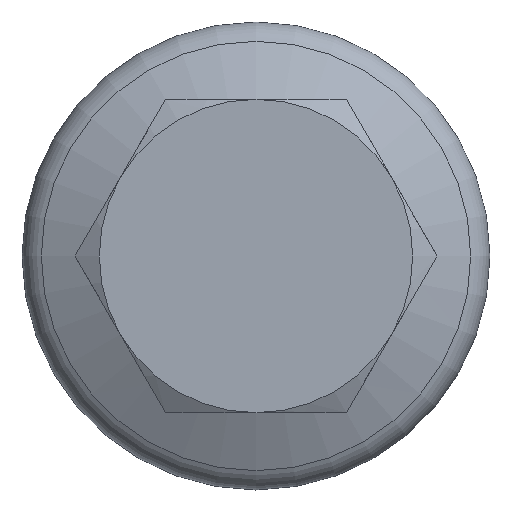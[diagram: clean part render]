
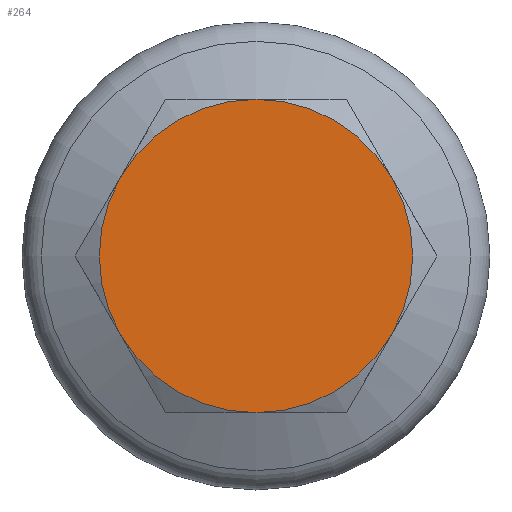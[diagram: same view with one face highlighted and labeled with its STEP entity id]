
A CAD part, left-side view. The second image highlights one B-rep face of the part: STEP entity #264.
In plain terms, the highlighted planar face has unit normal (-1, 0, 0).
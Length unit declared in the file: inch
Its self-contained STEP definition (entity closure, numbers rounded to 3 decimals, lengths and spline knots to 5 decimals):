
#51=PLANE($,#295);
#75=FACE_OUTER_BOUND($,#95,.T.);
#95=EDGE_LOOP($,(#224,#225,#226,#227,#228,#229));
#105=CIRCLE($,#278,0.1875);
#106=CIRCLE($,#280,0.1875);
#107=CIRCLE($,#282,0.1875);
#108=CIRCLE($,#284,0.1875);
#109=CIRCLE($,#286,0.1875);
#110=CIRCLE($,#288,0.1875);
#117=VERTEX_POINT($,#381);
#118=VERTEX_POINT($,#385);
#119=VERTEX_POINT($,#391);
#121=VERTEX_POINT($,#401);
#124=VERTEX_POINT($,#412);
#125=VERTEX_POINT($,#421);
#141=EDGE_CURVE($,#117,#118,#105,.T.);
#143=EDGE_CURVE($,#118,#119,#106,.T.);
#146=EDGE_CURVE($,#119,#121,#107,.T.);
#150=EDGE_CURVE($,#124,#117,#108,.T.);
#152=EDGE_CURVE($,#121,#125,#109,.T.);
#155=EDGE_CURVE($,#125,#124,#110,.T.);
#224=ORIENTED_EDGE($,*,*,#143,.T.);
#225=ORIENTED_EDGE($,*,*,#146,.T.);
#226=ORIENTED_EDGE($,*,*,#152,.T.);
#227=ORIENTED_EDGE($,*,*,#155,.T.);
#228=ORIENTED_EDGE($,*,*,#150,.T.);
#229=ORIENTED_EDGE($,*,*,#141,.T.);
#264=ADVANCED_FACE($,(#75),#51,.F.);
#278=AXIS2_PLACEMENT_3D($,#389,#317,#318);
#280=AXIS2_PLACEMENT_3D($,#396,#321,#322);
#282=AXIS2_PLACEMENT_3D($,#406,#325,#326);
#284=AXIS2_PLACEMENT_3D($,#419,#329,#330);
#286=AXIS2_PLACEMENT_3D($,#426,#333,#334);
#288=AXIS2_PLACEMENT_3D($,#435,#337,#338);
#295=AXIS2_PLACEMENT_3D($,#475,#357,#358);
#317=DIRECTION('center_axis',(-1.,0.,0.));
#318=DIRECTION('ref_axis',(0.,1.,0.));
#321=DIRECTION('center_axis',(-1.,0.,0.));
#322=DIRECTION('ref_axis',(0.,1.,0.));
#325=DIRECTION('center_axis',(-1.,0.,0.));
#326=DIRECTION('ref_axis',(0.,1.,0.));
#329=DIRECTION('center_axis',(-1.,0.,0.));
#330=DIRECTION('ref_axis',(0.,1.,0.));
#333=DIRECTION('center_axis',(-1.,0.,0.));
#334=DIRECTION('ref_axis',(0.,1.,0.));
#337=DIRECTION('center_axis',(-1.,0.,0.));
#338=DIRECTION('ref_axis',(0.,1.,0.));
#357=DIRECTION('center_axis',(1.,0.,0.));
#358=DIRECTION('ref_axis',(0.,0.,-1.));
#381=CARTESIAN_POINT('',(-0.28,0.16238,0.09375));
#385=CARTESIAN_POINT('',(-0.28,0.16238,-0.09375));
#389=CARTESIAN_POINT('Origin',(-0.28,0.,0.));
#391=CARTESIAN_POINT('',(-0.28,0.,-0.1875));
#396=CARTESIAN_POINT('Origin',(-0.28,0.,0.));
#401=CARTESIAN_POINT('',(-0.28,-0.16238,-0.09375));
#406=CARTESIAN_POINT('Origin',(-0.28,0.,0.));
#412=CARTESIAN_POINT('',(-0.28,0.,0.1875));
#419=CARTESIAN_POINT('Origin',(-0.28,0.,0.));
#421=CARTESIAN_POINT('',(-0.28,-0.16238,0.09375));
#426=CARTESIAN_POINT('Origin',(-0.28,0.,0.));
#435=CARTESIAN_POINT('Origin',(-0.28,0.,0.));
#475=CARTESIAN_POINT('Origin',(-0.28,0.,0.));
